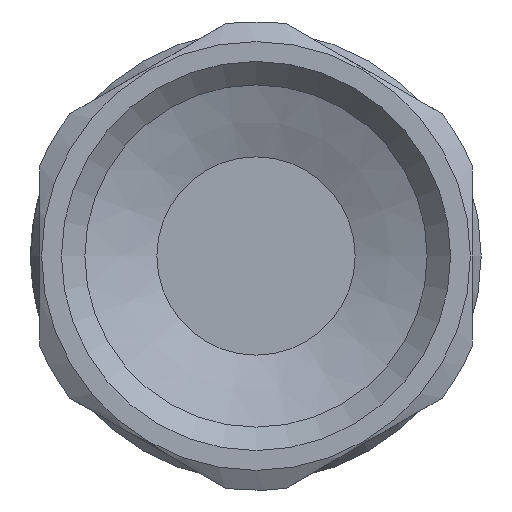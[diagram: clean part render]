
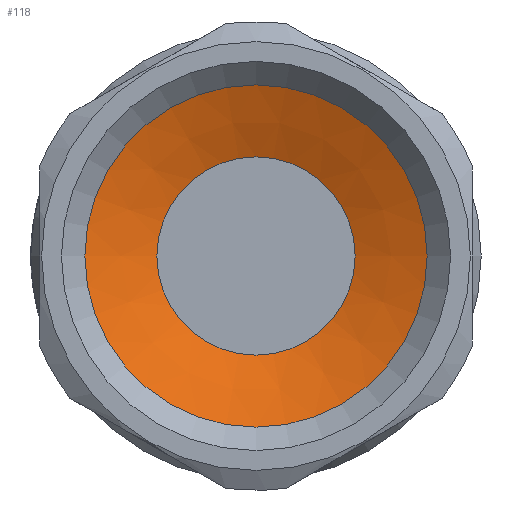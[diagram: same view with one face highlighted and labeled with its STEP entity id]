
A CAD part, left-side view. The second image highlights one B-rep face of the part: STEP entity #118.
In plain terms, the highlighted conical face has half-angle 68 degrees and reference radius 9.5 mm.
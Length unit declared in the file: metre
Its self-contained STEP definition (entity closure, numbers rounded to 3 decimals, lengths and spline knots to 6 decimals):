
#118 = ADVANCED_FACE( 'NONE', ( #264, #265 ), #266, .F. );
#264 = FACE_OUTER_BOUND( '', #439, .T. );
#265 = FACE_BOUND( '', #440, .T. );
#266 = CONICAL_SURFACE( '', #441, 0.0095, 1.187 );
#439 = EDGE_LOOP( '', ( #710 ) );
#440 = EDGE_LOOP( '', ( #711 ) );
#441 = AXIS2_PLACEMENT_3D( '', #712, #713, #714 );
#710 = ORIENTED_EDGE( '', *, *, #1060, .F. );
#711 = ORIENTED_EDGE( '', *, *, #981, .T. );
#712 = CARTESIAN_POINT( '', ( -0.0501, 0., 0. ) );
#713 = DIRECTION( '', ( -1., 0., 0. ) );
#714 = DIRECTION( '', ( 0., 1., 0. ) );
#981 = EDGE_CURVE( 'NONE', #1159, #1159, #1160, .T. );
#1060 = EDGE_CURVE( 'NONE', #1291, #1291, #1292, .T. );
#1159 = VERTEX_POINT( '', #1427 );
#1160 = CIRCLE( '', #1428, 0.0055 );
#1291 = VERTEX_POINT( '', #1726 );
#1292 = CIRCLE( '', #1727, 0.0095 );
#1427 = CARTESIAN_POINT( '', ( -0.048484, 0.0055, 0. ) );
#1428 = AXIS2_PLACEMENT_3D( '', #1892, #1893, #1894 );
#1726 = CARTESIAN_POINT( '', ( -0.0501, -0.0095, 0. ) );
#1727 = AXIS2_PLACEMENT_3D( '', #1975, #1976, #1977 );
#1892 = CARTESIAN_POINT( '', ( -0.048484, 0., 0. ) );
#1893 = DIRECTION( '', ( 1., 0., 0. ) );
#1894 = DIRECTION( '', ( 0., 1., 0. ) );
#1975 = CARTESIAN_POINT( '', ( -0.0501, 0., 0. ) );
#1976 = DIRECTION( '', ( 1., 0., 0. ) );
#1977 = DIRECTION( '', ( 0., -1., 0. ) );
